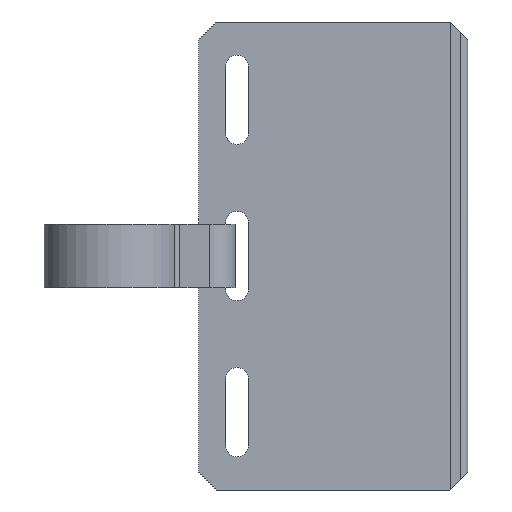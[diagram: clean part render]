
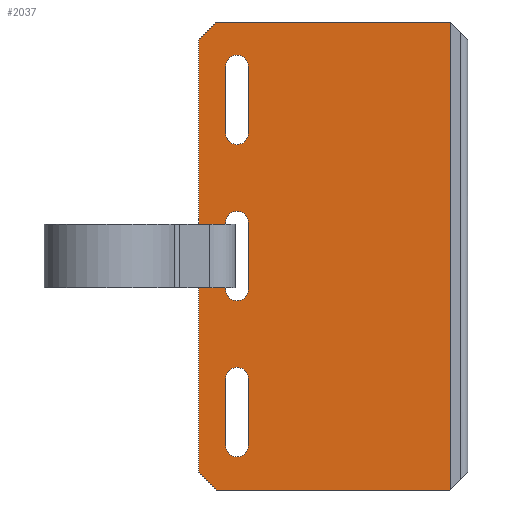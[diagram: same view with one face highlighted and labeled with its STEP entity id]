
A CAD part, left-side view. The second image highlights one B-rep face of the part: STEP entity #2037.
In plain terms, the highlighted planar face has unit normal (-1, 0, 0).
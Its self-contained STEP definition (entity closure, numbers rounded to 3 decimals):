
#49=FACE_BOUND('',#355,.T.);
#50=FACE_BOUND('',#356,.T.);
#51=FACE_BOUND('',#357,.T.);
#116=PLANE('',#2280);
#225=FACE_OUTER_BOUND('',#354,.T.);
#354=EDGE_LOOP('',(#1727,#1728,#1729,#1730,#1731,#1732,#1733,#1734));
#355=EDGE_LOOP('',(#1735,#1736,#1737,#1738));
#356=EDGE_LOOP('',(#1739,#1740,#1741,#1742));
#357=EDGE_LOOP('',(#1743,#1744,#1745,#1746));
#492=LINE('',#3278,#694);
#554=LINE('',#3441,#756);
#556=LINE('',#3446,#758);
#557=LINE('',#3448,#759);
#558=LINE('',#3450,#760);
#559=LINE('',#3451,#761);
#560=LINE('',#3452,#762);
#561=LINE('',#3453,#763);
#562=LINE('',#3455,#764);
#563=LINE('',#3458,#765);
#564=LINE('',#3460,#766);
#565=LINE('',#3463,#767);
#566=LINE('',#3465,#768);
#567=LINE('',#3468,#769);
#694=VECTOR('',#2677,1000.);
#756=VECTOR('',#2823,1000.);
#758=VECTOR('',#2827,1000.);
#759=VECTOR('',#2828,1000.);
#760=VECTOR('',#2829,1000.);
#761=VECTOR('',#2830,1000.);
#762=VECTOR('',#2831,1000.);
#763=VECTOR('',#2832,1000.);
#764=VECTOR('',#2833,1000.);
#765=VECTOR('',#2836,1000.);
#766=VECTOR('',#2837,1000.);
#767=VECTOR('',#2840,1000.);
#768=VECTOR('',#2841,1000.);
#769=VECTOR('',#2844,1000.);
#841=CIRCLE('',#2229,2.5);
#843=CIRCLE('',#2232,2.5);
#845=CIRCLE('',#2235,2.5);
#862=CIRCLE('',#2281,2.5);
#863=CIRCLE('',#2282,2.5);
#864=CIRCLE('',#2283,2.5);
#945=VERTEX_POINT('',#3247);
#946=VERTEX_POINT('',#3248);
#949=VERTEX_POINT('',#3256);
#950=VERTEX_POINT('',#3257);
#953=VERTEX_POINT('',#3265);
#954=VERTEX_POINT('',#3266);
#957=VERTEX_POINT('',#3274);
#959=VERTEX_POINT('',#3277);
#1017=VERTEX_POINT('',#3438);
#1018=VERTEX_POINT('',#3440);
#1019=VERTEX_POINT('',#3444);
#1020=VERTEX_POINT('',#3445);
#1021=VERTEX_POINT('',#3447);
#1022=VERTEX_POINT('',#3449);
#1023=VERTEX_POINT('',#3454);
#1024=VERTEX_POINT('',#3456);
#1025=VERTEX_POINT('',#3459);
#1026=VERTEX_POINT('',#3461);
#1027=VERTEX_POINT('',#3464);
#1028=VERTEX_POINT('',#3466);
#1179=EDGE_CURVE('',#945,#946,#841,.T.);
#1183=EDGE_CURVE('',#949,#950,#843,.T.);
#1187=EDGE_CURVE('',#953,#954,#845,.T.);
#1192=EDGE_CURVE('',#959,#957,#492,.T.);
#1279=EDGE_CURVE('',#1018,#1017,#554,.T.);
#1281=EDGE_CURVE('',#1019,#1020,#556,.T.);
#1282=EDGE_CURVE('',#1019,#1021,#557,.T.);
#1283=EDGE_CURVE('',#1022,#1021,#558,.T.);
#1284=EDGE_CURVE('',#1022,#1018,#559,.T.);
#1285=EDGE_CURVE('',#1017,#959,#560,.T.);
#1286=EDGE_CURVE('',#957,#1020,#561,.T.);
#1287=EDGE_CURVE('',#946,#1023,#562,.T.);
#1288=EDGE_CURVE('',#1023,#1024,#862,.T.);
#1289=EDGE_CURVE('',#1024,#945,#563,.T.);
#1290=EDGE_CURVE('',#950,#1025,#564,.T.);
#1291=EDGE_CURVE('',#1025,#1026,#863,.T.);
#1292=EDGE_CURVE('',#1026,#949,#565,.T.);
#1293=EDGE_CURVE('',#954,#1027,#566,.T.);
#1294=EDGE_CURVE('',#1027,#1028,#864,.T.);
#1295=EDGE_CURVE('',#1028,#953,#567,.T.);
#1727=ORIENTED_EDGE('',*,*,#1281,.F.);
#1728=ORIENTED_EDGE('',*,*,#1282,.T.);
#1729=ORIENTED_EDGE('',*,*,#1283,.F.);
#1730=ORIENTED_EDGE('',*,*,#1284,.T.);
#1731=ORIENTED_EDGE('',*,*,#1279,.T.);
#1732=ORIENTED_EDGE('',*,*,#1285,.T.);
#1733=ORIENTED_EDGE('',*,*,#1192,.T.);
#1734=ORIENTED_EDGE('',*,*,#1286,.T.);
#1735=ORIENTED_EDGE('',*,*,#1287,.T.);
#1736=ORIENTED_EDGE('',*,*,#1288,.T.);
#1737=ORIENTED_EDGE('',*,*,#1289,.T.);
#1738=ORIENTED_EDGE('',*,*,#1179,.T.);
#1739=ORIENTED_EDGE('',*,*,#1290,.T.);
#1740=ORIENTED_EDGE('',*,*,#1291,.T.);
#1741=ORIENTED_EDGE('',*,*,#1292,.T.);
#1742=ORIENTED_EDGE('',*,*,#1183,.T.);
#1743=ORIENTED_EDGE('',*,*,#1293,.T.);
#1744=ORIENTED_EDGE('',*,*,#1294,.T.);
#1745=ORIENTED_EDGE('',*,*,#1295,.T.);
#1746=ORIENTED_EDGE('',*,*,#1187,.T.);
#2037=ADVANCED_FACE('',(#225,#49,#50,#51),#116,.F.);
#2229=AXIS2_PLACEMENT_3D('',#3249,#2652,#2653);
#2232=AXIS2_PLACEMENT_3D('',#3258,#2660,#2661);
#2235=AXIS2_PLACEMENT_3D('',#3267,#2668,#2669);
#2280=AXIS2_PLACEMENT_3D('',#3443,#2825,#2826);
#2281=AXIS2_PLACEMENT_3D('',#3457,#2834,#2835);
#2282=AXIS2_PLACEMENT_3D('',#3462,#2838,#2839);
#2283=AXIS2_PLACEMENT_3D('',#3467,#2842,#2843);
#2652=DIRECTION('center_axis',(1.,0.,0.));
#2653=DIRECTION('ref_axis',(0.,0.,-1.));
#2660=DIRECTION('center_axis',(1.,0.,0.));
#2661=DIRECTION('ref_axis',(0.,0.,-1.));
#2668=DIRECTION('center_axis',(1.,0.,0.));
#2669=DIRECTION('ref_axis',(0.,0.,-1.));
#2677=DIRECTION('',(0.,-1.,0.));
#2823=DIRECTION('',(0.,0.,-1.));
#2825=DIRECTION('center_axis',(1.,0.,0.));
#2826=DIRECTION('ref_axis',(0.,0.,-1.));
#2827=DIRECTION('',(0.,0.,-1.));
#2828=DIRECTION('',(0.,0.707,0.707));
#2829=DIRECTION('',(0.,-1.,0.));
#2830=DIRECTION('',(0.,0.707,-0.707));
#2831=DIRECTION('',(0.,-0.707,-0.707));
#2832=DIRECTION('',(0.,-0.707,0.707));
#2833=DIRECTION('',(0.,0.,1.));
#2834=DIRECTION('center_axis',(1.,0.,0.));
#2835=DIRECTION('ref_axis',(0.,0.,-1.));
#2836=DIRECTION('',(0.,0.,-1.));
#2837=DIRECTION('',(0.,0.,1.));
#2838=DIRECTION('center_axis',(1.,0.,0.));
#2839=DIRECTION('ref_axis',(0.,0.,-1.));
#2840=DIRECTION('',(0.,0.,-1.));
#2841=DIRECTION('',(0.,0.,1.));
#2842=DIRECTION('center_axis',(1.,0.,0.));
#2843=DIRECTION('ref_axis',(0.,0.,-1.));
#2844=DIRECTION('',(0.,0.,-1.));
#3247=CARTESIAN_POINT('',(-0.85,47.43,-42.15));
#3248=CARTESIAN_POINT('',(-0.85,52.43,-42.15));
#3249=CARTESIAN_POINT('Origin',(-0.85,49.93,-42.15));
#3256=CARTESIAN_POINT('',(-0.85,47.43,27.25));
#3257=CARTESIAN_POINT('',(-0.85,52.43,27.25));
#3258=CARTESIAN_POINT('Origin',(-0.85,49.93,27.25));
#3265=CARTESIAN_POINT('',(-0.85,47.43,-7.45));
#3266=CARTESIAN_POINT('',(-0.85,52.43,-7.45));
#3267=CARTESIAN_POINT('Origin',(-0.85,49.93,-7.45));
#3274=CARTESIAN_POINT('',(-0.85,2.63,-52.));
#3277=CARTESIAN_POINT('',(-0.85,54.43,-52.));
#3278=CARTESIAN_POINT('',(-0.85,58.43,-52.));
#3438=CARTESIAN_POINT('',(-0.85,58.43,-48.));
#3440=CARTESIAN_POINT('',(-0.85,58.43,48.));
#3441=CARTESIAN_POINT('',(-0.85,58.43,52.));
#3443=CARTESIAN_POINT('Origin',(-0.85,58.43,52.));
#3444=CARTESIAN_POINT('',(-0.85,2.444,51.813));
#3445=CARTESIAN_POINT('',(-0.85,2.444,-51.813));
#3446=CARTESIAN_POINT('',(-0.85,2.444,52.));
#3447=CARTESIAN_POINT('',(-0.85,2.63,52.));
#3448=CARTESIAN_POINT('',(-0.85,-1.37,48.));
#3449=CARTESIAN_POINT('',(-0.85,54.43,52.));
#3450=CARTESIAN_POINT('',(-0.85,58.43,52.));
#3451=CARTESIAN_POINT('',(-0.85,58.43,48.));
#3452=CARTESIAN_POINT('',(-0.85,54.43,-52.));
#3453=CARTESIAN_POINT('',(-0.85,-1.37,-48.));
#3454=CARTESIAN_POINT('',(-0.85,52.43,-27.25));
#3455=CARTESIAN_POINT('',(-0.85,52.43,-27.25));
#3456=CARTESIAN_POINT('',(-0.85,47.43,-27.25));
#3457=CARTESIAN_POINT('Origin',(-0.85,49.93,-27.25));
#3458=CARTESIAN_POINT('',(-0.85,47.43,-27.25));
#3459=CARTESIAN_POINT('',(-0.85,52.43,42.15));
#3460=CARTESIAN_POINT('',(-0.85,52.43,42.15));
#3461=CARTESIAN_POINT('',(-0.85,47.43,42.15));
#3462=CARTESIAN_POINT('Origin',(-0.85,49.93,42.15));
#3463=CARTESIAN_POINT('',(-0.85,47.43,42.15));
#3464=CARTESIAN_POINT('',(-0.85,52.43,7.45));
#3465=CARTESIAN_POINT('',(-0.85,52.43,7.45));
#3466=CARTESIAN_POINT('',(-0.85,47.43,7.45));
#3467=CARTESIAN_POINT('Origin',(-0.85,49.93,7.45));
#3468=CARTESIAN_POINT('',(-0.85,47.43,7.45));
